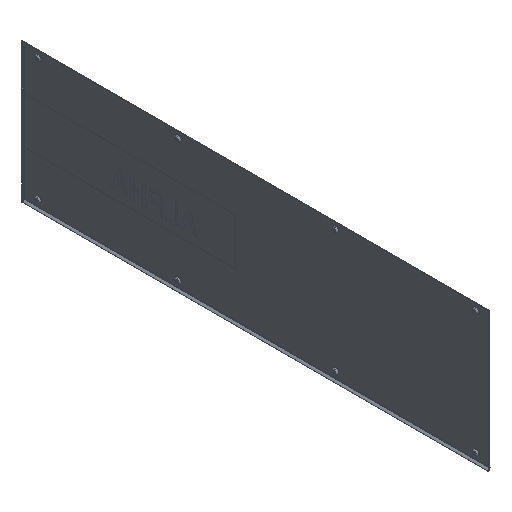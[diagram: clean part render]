
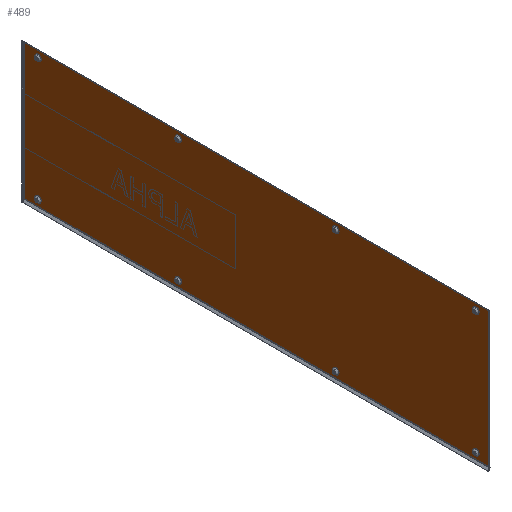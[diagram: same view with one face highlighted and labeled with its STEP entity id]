
A CAD part, isometric view. The second image highlights one B-rep face of the part: STEP entity #489.
In plain terms, the highlighted planar face has unit normal (-1, 0, 0).
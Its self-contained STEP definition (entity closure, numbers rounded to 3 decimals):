
#489=ADVANCED_FACE('',(#1008,#1009,#1010,#1011,#1012,#1013,#1014,#1015,#1016),#1017,.T.);
#1008=FACE_BOUND('',#1530,.T.);
#1009=FACE_BOUND('',#1531,.T.);
#1010=FACE_BOUND('',#1532,.T.);
#1011=FACE_BOUND('',#1533,.T.);
#1012=FACE_BOUND('',#1534,.T.);
#1013=FACE_BOUND('',#1535,.T.);
#1014=FACE_BOUND('',#1536,.T.);
#1015=FACE_BOUND('',#1537,.T.);
#1016=FACE_OUTER_BOUND('',#1538,.T.);
#1017=PLANE('',#1539);
#1530=EDGE_LOOP('',(#2911,#2912));
#1531=EDGE_LOOP('',(#2913,#2914));
#1532=EDGE_LOOP('',(#2915,#2916));
#1533=EDGE_LOOP('',(#2917,#2918));
#1534=EDGE_LOOP('',(#2919,#2920));
#1535=EDGE_LOOP('',(#2921,#2922));
#1536=EDGE_LOOP('',(#2923,#2924));
#1537=EDGE_LOOP('',(#2925,#2926));
#1538=EDGE_LOOP('',(#2927,#2928,#2929,#2930,#2931,#2932,#2933,#2934,#2935,#2936,#2937,#2938));
#1539=AXIS2_PLACEMENT_3D('',#2939,#2940,#2941);
#2911=ORIENTED_EDGE('',*,*,#3094,.T.);
#2912=ORIENTED_EDGE('',*,*,#3329,.T.);
#2913=ORIENTED_EDGE('',*,*,#3079,.T.);
#2914=ORIENTED_EDGE('',*,*,#3340,.T.);
#2915=ORIENTED_EDGE('',*,*,#3064,.T.);
#2916=ORIENTED_EDGE('',*,*,#3351,.T.);
#2917=ORIENTED_EDGE('',*,*,#3049,.T.);
#2918=ORIENTED_EDGE('',*,*,#3362,.T.);
#2919=ORIENTED_EDGE('',*,*,#3034,.T.);
#2920=ORIENTED_EDGE('',*,*,#3373,.T.);
#2921=ORIENTED_EDGE('',*,*,#3019,.T.);
#2922=ORIENTED_EDGE('',*,*,#3384,.T.);
#2923=ORIENTED_EDGE('',*,*,#3004,.T.);
#2924=ORIENTED_EDGE('',*,*,#3395,.T.);
#2925=ORIENTED_EDGE('',*,*,#2989,.T.);
#2926=ORIENTED_EDGE('',*,*,#3406,.T.);
#2927=ORIENTED_EDGE('',*,*,#3482,.T.);
#2928=ORIENTED_EDGE('',*,*,#3441,.T.);
#2929=ORIENTED_EDGE('',*,*,#3519,.F.);
#2930=ORIENTED_EDGE('',*,*,#3448,.T.);
#2931=ORIENTED_EDGE('',*,*,#3457,.T.);
#2932=ORIENTED_EDGE('',*,*,#3505,.T.);
#2933=ORIENTED_EDGE('',*,*,#3464,.T.);
#2934=ORIENTED_EDGE('',*,*,#3473,.T.);
#2935=ORIENTED_EDGE('',*,*,#3520,.T.);
#2936=ORIENTED_EDGE('',*,*,#3515,.T.);
#2937=ORIENTED_EDGE('',*,*,#3512,.T.);
#2938=ORIENTED_EDGE('',*,*,#3501,.F.);
#2939=CARTESIAN_POINT('',(8.083,1497.0,0.372));
#2940=DIRECTION('',(-1.0,0.0,0.0));
#2941=DIRECTION('',(0.0,-1.0,0.0));
#2989=EDGE_CURVE('',#3548,#3552,#3554,.T.);
#3004=EDGE_CURVE('',#3575,#3579,#3581,.T.);
#3019=EDGE_CURVE('',#3602,#3606,#3608,.T.);
#3034=EDGE_CURVE('',#3629,#3633,#3635,.T.);
#3049=EDGE_CURVE('',#3656,#3660,#3662,.T.);
#3064=EDGE_CURVE('',#3683,#3687,#3689,.T.);
#3079=EDGE_CURVE('',#3710,#3714,#3716,.T.);
#3094=EDGE_CURVE('',#3737,#3741,#3743,.T.);
#3329=EDGE_CURVE('',#3741,#3737,#4090,.T.);
#3340=EDGE_CURVE('',#3714,#3710,#4101,.T.);
#3351=EDGE_CURVE('',#3687,#3683,#4112,.T.);
#3362=EDGE_CURVE('',#3660,#3656,#4123,.T.);
#3373=EDGE_CURVE('',#3633,#3629,#4134,.T.);
#3384=EDGE_CURVE('',#3606,#3602,#4145,.T.);
#3395=EDGE_CURVE('',#3579,#3575,#4156,.T.);
#3406=EDGE_CURVE('',#3552,#3548,#4167,.T.);
#3441=EDGE_CURVE('',#4223,#4221,#4224,.T.);
#3448=EDGE_CURVE('',#4233,#4231,#4234,.T.);
#3457=EDGE_CURVE('',#4231,#4247,#4249,.T.);
#3464=EDGE_CURVE('',#4258,#4256,#4259,.T.);
#3473=EDGE_CURVE('',#4256,#4272,#4274,.T.);
#3482=EDGE_CURVE('',#4284,#4223,#4285,.T.);
#3501=EDGE_CURVE('',#4284,#4312,#4313,.T.);
#3505=EDGE_CURVE('',#4247,#4258,#4317,.T.);
#3512=EDGE_CURVE('',#4324,#4312,#4325,.T.);
#3515=EDGE_CURVE('',#4328,#4324,#4329,.T.);
#3519=EDGE_CURVE('',#4233,#4221,#4334,.T.);
#3520=EDGE_CURVE('',#4272,#4328,#4335,.T.);
#3548=VERTEX_POINT('',#4367);
#3552=VERTEX_POINT('',#4372);
#3554=CIRCLE('',#4375,13.221);
#3575=VERTEX_POINT('',#4400);
#3579=VERTEX_POINT('',#4405);
#3581=CIRCLE('',#4408,13.221);
#3602=VERTEX_POINT('',#4433);
#3606=VERTEX_POINT('',#4438);
#3608=CIRCLE('',#4441,13.221);
#3629=VERTEX_POINT('',#4466);
#3633=VERTEX_POINT('',#4471);
#3635=CIRCLE('',#4474,13.221);
#3656=VERTEX_POINT('',#4499);
#3660=VERTEX_POINT('',#4504);
#3662=CIRCLE('',#4507,13.221);
#3683=VERTEX_POINT('',#4532);
#3687=VERTEX_POINT('',#4537);
#3689=CIRCLE('',#4540,13.221);
#3710=VERTEX_POINT('',#4565);
#3714=VERTEX_POINT('',#4570);
#3716=CIRCLE('',#4573,13.221);
#3737=VERTEX_POINT('',#4598);
#3741=VERTEX_POINT('',#4603);
#3743=CIRCLE('',#4606,13.221);
#4090=CIRCLE('',#5113,13.221);
#4101=CIRCLE('',#5124,13.221);
#4112=CIRCLE('',#5135,13.221);
#4123=CIRCLE('',#5146,13.221);
#4134=CIRCLE('',#5157,13.221);
#4145=CIRCLE('',#5168,13.221);
#4156=CIRCLE('',#5179,13.221);
#4167=CIRCLE('',#5190,13.221);
#4221=VERTEX_POINT('',#5255);
#4223=VERTEX_POINT('',#5258);
#4224=LINE('',#5259,#5260);
#4231=VERTEX_POINT('',#5270);
#4233=VERTEX_POINT('',#5273);
#4234=LINE('',#5274,#5275);
#4247=VERTEX_POINT('',#5293);
#4249=LINE('',#5295,#5296);
#4256=VERTEX_POINT('',#5305);
#4258=VERTEX_POINT('',#5308);
#4259=LINE('',#5309,#5310);
#4272=VERTEX_POINT('',#5328);
#4274=LINE('',#5331,#5332);
#4284=VERTEX_POINT('',#5346);
#4285=LINE('',#5347,#5348);
#4312=VERTEX_POINT('',#5385);
#4313=LINE('',#5386,#5387);
#4317=LINE('',#5392,#5393);
#4324=VERTEX_POINT('',#5402);
#4325=LINE('',#5403,#5404);
#4328=VERTEX_POINT('',#5408);
#4329=LINE('',#5409,#5410);
#4334=LINE('',#5417,#5418);
#4335=LINE('',#5419,#5420);
#4367=CARTESIAN_POINT('',(8.083,61.0,23.801));
#4372=CARTESIAN_POINT('',(8.083,61.0,50.243));
#4375=AXIS2_PLACEMENT_3D('',#5451,#5452,#5453);
#4400=CARTESIAN_POINT('',(8.083,661.0,23.801));
#4405=CARTESIAN_POINT('',(8.083,661.0,50.243));
#4408=AXIS2_PLACEMENT_3D('',#5475,#5476,#5477);
#4433=CARTESIAN_POINT('',(8.083,61.0,548.801));
#4438=CARTESIAN_POINT('',(8.083,61.0,575.243));
#4441=AXIS2_PLACEMENT_3D('',#5499,#5500,#5501);
#4466=CARTESIAN_POINT('',(8.083,661.0,548.801));
#4471=CARTESIAN_POINT('',(8.083,661.0,575.243));
#4474=AXIS2_PLACEMENT_3D('',#5523,#5524,#5525);
#4499=CARTESIAN_POINT('',(8.083,1936.0,23.801));
#4504=CARTESIAN_POINT('',(8.083,1936.0,50.243));
#4507=AXIS2_PLACEMENT_3D('',#5547,#5548,#5549);
#4532=CARTESIAN_POINT('',(8.083,1336.0,23.801));
#4537=CARTESIAN_POINT('',(8.083,1336.0,50.243));
#4540=AXIS2_PLACEMENT_3D('',#5571,#5572,#5573);
#4565=CARTESIAN_POINT('',(8.083,1936.0,548.801));
#4570=CARTESIAN_POINT('',(8.083,1936.0,575.243));
#4573=AXIS2_PLACEMENT_3D('',#5595,#5596,#5597);
#4598=CARTESIAN_POINT('',(8.083,1336.0,548.801));
#4603=CARTESIAN_POINT('',(8.083,1336.0,575.243));
#4606=AXIS2_PLACEMENT_3D('',#5619,#5620,#5621);
#5113=AXIS2_PLACEMENT_3D('',#5806,#5807,#5808);
#5124=AXIS2_PLACEMENT_3D('',#5824,#5825,#5826);
#5135=AXIS2_PLACEMENT_3D('',#5842,#5843,#5844);
#5146=AXIS2_PLACEMENT_3D('',#5860,#5861,#5862);
#5157=AXIS2_PLACEMENT_3D('',#5878,#5879,#5880);
#5168=AXIS2_PLACEMENT_3D('',#5896,#5897,#5898);
#5179=AXIS2_PLACEMENT_3D('',#5914,#5915,#5916);
#5190=AXIS2_PLACEMENT_3D('',#5932,#5933,#5934);
#5255=CARTESIAN_POINT('',(8.083,1995.5,591.172));
#5258=CARTESIAN_POINT('',(8.083,1994.8,591.172));
#5259=CARTESIAN_POINT('',(8.083,1247.75,591.172));
#5260=VECTOR('',#5992,1.0);
#5270=CARTESIAN_POINT('',(8.083,1994.8,7.872));
#5273=CARTESIAN_POINT('',(8.083,1995.5,7.872));
#5274=CARTESIAN_POINT('',(8.083,1247.75,7.872));
#5275=VECTOR('',#5997,1.0);
#5293=CARTESIAN_POINT('',(8.083,1994.8,9.972));
#5295=CARTESIAN_POINT('',(8.083,1994.8,149.947));
#5296=VECTOR('',#6009,1.0);
#5305=CARTESIAN_POINT('',(8.083,2.2,7.872));
#5308=CARTESIAN_POINT('',(8.083,2.2,9.972));
#5309=CARTESIAN_POINT('',(8.083,2.2,149.947));
#5310=VECTOR('',#6016,1.0);
#5328=CARTESIAN_POINT('',(8.083,1.5,7.872));
#5331=CARTESIAN_POINT('',(8.083,1247.75,7.872));
#5332=VECTOR('',#6026,1.0);
#5346=CARTESIAN_POINT('',(8.083,1994.8,589.072));
#5347=CARTESIAN_POINT('',(8.083,1994.8,149.947));
#5348=VECTOR('',#6031,1.0);
#5385=CARTESIAN_POINT('',(8.083,2.2,589.072));
#5386=CARTESIAN_POINT('',(8.083,998.5,589.072));
#5387=VECTOR('',#6051,1.0);
#5392=CARTESIAN_POINT('',(8.083,998.5,9.972));
#5393=VECTOR('',#6056,1.0);
#5402=CARTESIAN_POINT('',(8.083,2.2,591.172));
#5403=CARTESIAN_POINT('',(8.083,2.2,149.947));
#5404=VECTOR('',#6059,1.0);
#5408=CARTESIAN_POINT('',(8.083,1.5,591.172));
#5409=CARTESIAN_POINT('',(8.083,1247.75,591.172));
#5410=VECTOR('',#6061,1.0);
#5417=CARTESIAN_POINT('',(8.083,1995.5,0.372));
#5418=VECTOR('',#6064,1.0);
#5419=CARTESIAN_POINT('',(8.083,1.5,0.372));
#5420=VECTOR('',#6065,1.0);
#5451=CARTESIAN_POINT('',(8.083,61.0,37.022));
#5452=DIRECTION('',(1.0,0.0,0.0));
#5453=DIRECTION('',(0.0,0.0,-1.0));
#5475=CARTESIAN_POINT('',(8.083,661.0,37.022));
#5476=DIRECTION('',(1.0,0.0,0.0));
#5477=DIRECTION('',(0.0,0.0,-1.0));
#5499=CARTESIAN_POINT('',(8.083,61.0,562.022));
#5500=DIRECTION('',(1.0,0.0,0.0));
#5501=DIRECTION('',(0.0,0.0,-1.0));
#5523=CARTESIAN_POINT('',(8.083,661.0,562.022));
#5524=DIRECTION('',(1.0,0.0,0.0));
#5525=DIRECTION('',(0.0,0.0,-1.0));
#5547=CARTESIAN_POINT('',(8.083,1936.0,37.022));
#5548=DIRECTION('',(1.0,0.0,0.0));
#5549=DIRECTION('',(0.0,0.0,-1.0));
#5571=CARTESIAN_POINT('',(8.083,1336.0,37.022));
#5572=DIRECTION('',(1.0,0.0,0.0));
#5573=DIRECTION('',(0.0,0.0,-1.0));
#5595=CARTESIAN_POINT('',(8.083,1936.0,562.022));
#5596=DIRECTION('',(1.0,0.0,0.0));
#5597=DIRECTION('',(0.0,0.0,-1.0));
#5619=CARTESIAN_POINT('',(8.083,1336.0,562.022));
#5620=DIRECTION('',(1.0,0.0,0.0));
#5621=DIRECTION('',(0.0,0.0,-1.0));
#5806=CARTESIAN_POINT('',(8.083,1336.0,562.022));
#5807=DIRECTION('',(1.0,0.0,0.0));
#5808=DIRECTION('',(0.0,0.0,-1.0));
#5824=CARTESIAN_POINT('',(8.083,1936.0,562.022));
#5825=DIRECTION('',(1.0,0.0,0.0));
#5826=DIRECTION('',(0.0,0.0,-1.0));
#5842=CARTESIAN_POINT('',(8.083,1336.0,37.022));
#5843=DIRECTION('',(1.0,0.0,0.0));
#5844=DIRECTION('',(0.0,0.0,-1.0));
#5860=CARTESIAN_POINT('',(8.083,1936.0,37.022));
#5861=DIRECTION('',(1.0,0.0,0.0));
#5862=DIRECTION('',(0.0,0.0,-1.0));
#5878=CARTESIAN_POINT('',(8.083,661.0,562.022));
#5879=DIRECTION('',(1.0,0.0,0.0));
#5880=DIRECTION('',(0.0,0.0,-1.0));
#5896=CARTESIAN_POINT('',(8.083,61.0,562.022));
#5897=DIRECTION('',(1.0,0.0,0.0));
#5898=DIRECTION('',(0.0,0.0,-1.0));
#5914=CARTESIAN_POINT('',(8.083,661.0,37.022));
#5915=DIRECTION('',(1.0,0.0,0.0));
#5916=DIRECTION('',(0.0,0.0,-1.0));
#5932=CARTESIAN_POINT('',(8.083,61.0,37.022));
#5933=DIRECTION('',(1.0,0.0,0.0));
#5934=DIRECTION('',(0.0,0.0,-1.0));
#5992=DIRECTION('',(0.0,1.0,-0.0));
#5997=DIRECTION('',(-0.0,-1.0,-0.0));
#6009=DIRECTION('',(0.0,-0.0,1.0));
#6016=DIRECTION('',(0.0,0.0,-1.0));
#6026=DIRECTION('',(-0.0,-1.0,-0.0));
#6031=DIRECTION('',(0.0,-0.0,1.0));
#6051=DIRECTION('',(0.0,-1.0,0.0));
#6056=DIRECTION('',(0.0,-1.0,0.0));
#6059=DIRECTION('',(0.0,0.0,-1.0));
#6061=DIRECTION('',(0.0,1.0,-0.0));
#6064=DIRECTION('',(0.0,0.0,1.0));
#6065=DIRECTION('',(0.0,0.0,1.0));
